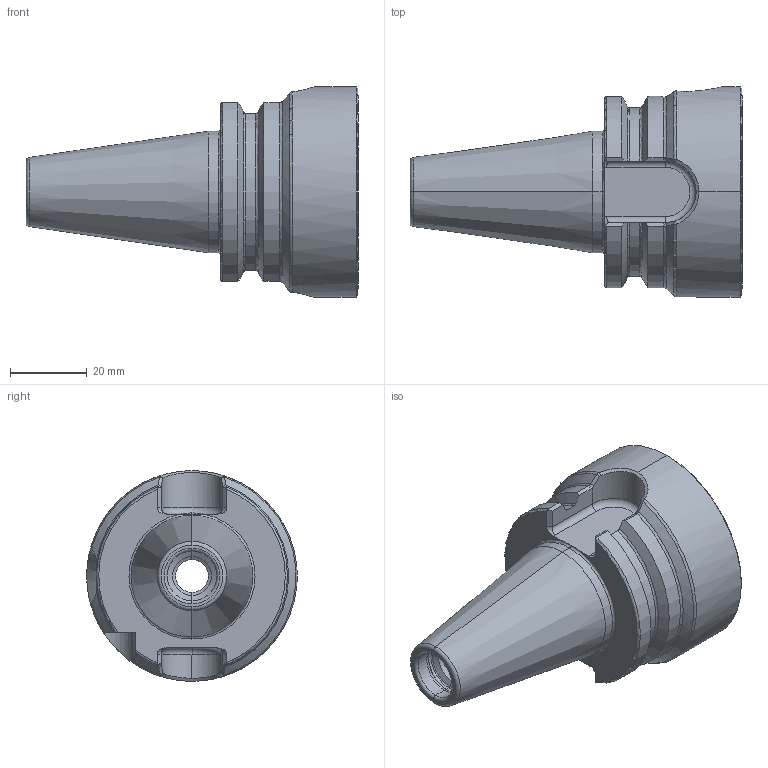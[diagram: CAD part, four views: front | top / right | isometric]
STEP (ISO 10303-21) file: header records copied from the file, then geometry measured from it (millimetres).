
FILE_DESCRIPTION (( 'STEP AP203' ), '1' );
FILE_NAME ('102.315.551.STEP', '2018-03-09T12:30:16', ( 'SWIAdmin' ), ( 'Hewlett-Packard Company' ), 'SwSTEP 2.0', 'SolidWorks 2017', '' );
FILE_SCHEMA (( 'CONFIG_CONTROL_DESIGN' ));
Length unit declared in the file: millimetre
Products named in the file (3): SK3-MB5.K01.039_C; MB5-ER1.001.017_A; 102.315.551
Assembly tree (2 placements, depth 2):
  102.315.551
    SK3-MB5.K01.039_C
    MB5-ER1.001.017_A
Bounding box: 86.75 x 55 x 55 mm (x, y, z)
Volume: 67485.9 mm3; surface area: 20207 mm2
Topology: 2 solids, 2 shells, 195 faces, 483 edges, 292 vertices
Faces by surface type: cylinder 54, plane 49, cone 40, torus 34, bspline 18
Entity records: 6691 total; most frequent: CARTESIAN_POINT 1991, ORIENTED_EDGE 962, DIRECTION 881, EDGE_CURVE 481, AXIS2_PLACEMENT_3D 359, VERTEX_POINT 292, EDGE_LOOP 201, ADVANCED_FACE 195
